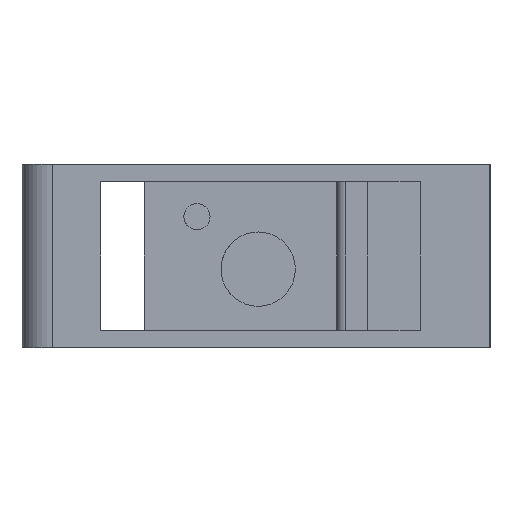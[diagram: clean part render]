
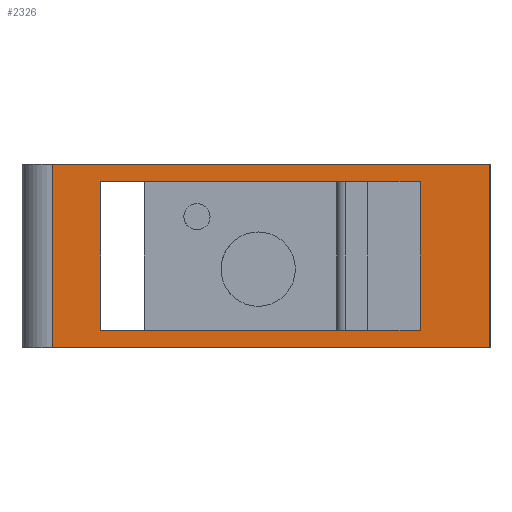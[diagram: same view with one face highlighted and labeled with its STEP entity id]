
A CAD part, left-side view. The second image highlights one B-rep face of the part: STEP entity #2326.
In plain terms, the highlighted planar face has unit normal (-1, 0, 0).
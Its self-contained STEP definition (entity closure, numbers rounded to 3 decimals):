
#271=DIRECTION('',(0.,0.,1.));
#272=VECTOR('',#271,17.);
#273=CARTESIAN_POINT('',(-38.995,17.,-8.5));
#274=LINE('',#273,#272);
#275=DIRECTION('',(0.,-1.,0.));
#276=VECTOR('',#275,36.5);
#277=CARTESIAN_POINT('',(-38.995,17.,8.5));
#278=LINE('',#277,#276);
#279=DIRECTION('',(0.,-1.,0.));
#280=VECTOR('',#279,36.5);
#281=CARTESIAN_POINT('',(-38.995,17.,-8.5));
#282=LINE('',#281,#280);
#283=DIRECTION('',(0.,0.,1.));
#284=VECTOR('',#283,17.);
#285=CARTESIAN_POINT('',(-38.995,-19.5,-8.5));
#286=LINE('',#285,#284);
#287=DIRECTION('',(0.,0.,-1.));
#288=VECTOR('',#287,21.);
#289=CARTESIAN_POINT('',(-38.995,22.5,10.5));
#290=LINE('',#289,#288);
#291=DIRECTION('',(0.,-1.,0.));
#292=VECTOR('',#291,50.);
#293=CARTESIAN_POINT('',(-38.995,22.5,10.5));
#294=LINE('',#293,#292);
#295=DIRECTION('',(0.,1.,0.));
#296=VECTOR('',#295,50.);
#297=CARTESIAN_POINT('',(-38.995,-27.5,-10.5));
#298=LINE('',#297,#296);
#1081=DIRECTION('',(0.,0.,1.));
#1082=VECTOR('',#1081,21.);
#1083=CARTESIAN_POINT('',(-38.995,-27.5,-10.5));
#1084=LINE('',#1083,#1082);
#1611=CARTESIAN_POINT('',(-38.995,-27.5,-10.5));
#1613=VERTEX_POINT('',#1611);
#1631=CARTESIAN_POINT('',(-38.995,-27.5,10.5));
#1633=VERTEX_POINT('',#1631);
#1671=CARTESIAN_POINT('',(-38.995,-19.5,-8.5));
#1672=CARTESIAN_POINT('',(-38.995,-19.5,8.5));
#1673=VERTEX_POINT('',#1671);
#1674=VERTEX_POINT('',#1672);
#1985=CARTESIAN_POINT('',(-38.995,17.,-8.5));
#1986=VERTEX_POINT('',#1985);
#1989=CARTESIAN_POINT('',(-38.995,17.,8.5));
#1990=VERTEX_POINT('',#1989);
#2001=CARTESIAN_POINT('',(-38.995,22.5,-10.5));
#2003=VERTEX_POINT('',#2001);
#2007=CARTESIAN_POINT('',(-38.995,22.5,10.5));
#2008=VERTEX_POINT('',#2007);
#2304=CARTESIAN_POINT('',(-38.995,17.,-10.5));
#2305=DIRECTION('',(-1.,0.,0.));
#2306=DIRECTION('',(0.,-1.,0.));
#2307=AXIS2_PLACEMENT_3D('',#2304,#2305,#2306);
#2308=PLANE('',#2307);
#2310=ORIENTED_EDGE('',*,*,#2309,.F.);
#2312=ORIENTED_EDGE('',*,*,#2311,.T.);
#2314=ORIENTED_EDGE('',*,*,#2313,.F.);
#2315=ORIENTED_EDGE('',*,*,#2068,.T.);
#2316=EDGE_LOOP('',(#2310,#2312,#2314,#2315));
#2317=FACE_OUTER_BOUND('',#2316,.F.);
#2319=ORIENTED_EDGE('',*,*,#2318,.F.);
#2320=ORIENTED_EDGE('',*,*,#2295,.F.);
#2321=ORIENTED_EDGE('',*,*,#2284,.T.);
#2323=ORIENTED_EDGE('',*,*,#2322,.T.);
#2324=EDGE_LOOP('',(#2319,#2320,#2321,#2323));
#2325=FACE_BOUND('',#2324,.F.);
#2068=EDGE_CURVE('',#1613,#2003,#298,.T.);
#2284=EDGE_CURVE('',#1986,#1673,#282,.T.);
#2295=EDGE_CURVE('',#1986,#1990,#274,.T.);
#2309=EDGE_CURVE('',#2008,#2003,#290,.T.);
#2311=EDGE_CURVE('',#2008,#1633,#294,.T.);
#2313=EDGE_CURVE('',#1613,#1633,#1084,.T.);
#2318=EDGE_CURVE('',#1990,#1674,#278,.T.);
#2322=EDGE_CURVE('',#1673,#1674,#286,.T.);
#2326=ADVANCED_FACE('',(#2317,#2325),#2308,.T.);
